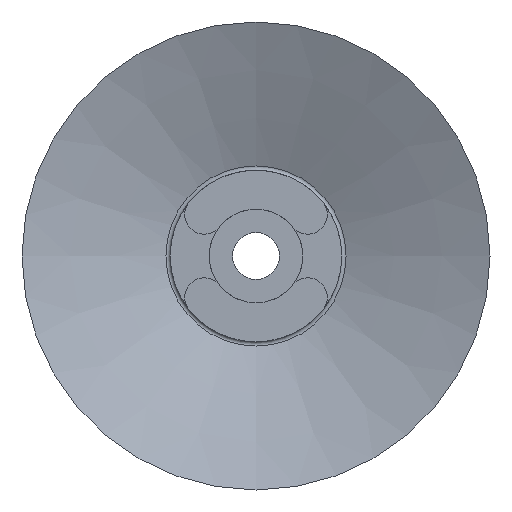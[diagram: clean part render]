
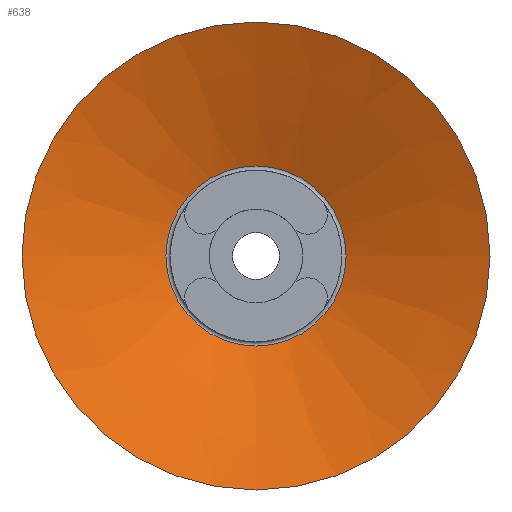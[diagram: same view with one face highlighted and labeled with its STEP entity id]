
A CAD part, front view. The second image highlights one B-rep face of the part: STEP entity #638.
In plain terms, the highlighted conical face has half-angle 68 degrees and reference radius 5.775 mm.
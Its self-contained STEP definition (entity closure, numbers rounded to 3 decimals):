
#42=CONICAL_SURFACE('',#727,5.775,1.187);
#180=ORIENTED_EDGE('',*,*,#340,.T.);
#181=ORIENTED_EDGE('',*,*,#339,.F.);
#339=EDGE_CURVE('',#407,#407,#449,.T.);
#340=EDGE_CURVE('',#408,#408,#450,.T.);
#407=VERTEX_POINT('',#1145);
#408=VERTEX_POINT('',#1148);
#449=CIRCLE('',#726,5.775);
#450=CIRCLE('',#728,15.);
#492=EDGE_LOOP('',(#180));
#493=EDGE_LOOP('',(#181));
#558=FACE_BOUND('',#492,.T.);
#559=FACE_BOUND('',#493,.T.);
#638=ADVANCED_FACE('',(#558,#559),#42,.F.);
#726=AXIS2_PLACEMENT_3D('',#1144,#889,#890);
#727=AXIS2_PLACEMENT_3D('',#1146,#891,#892);
#728=AXIS2_PLACEMENT_3D('',#1147,#893,#894);
#889=DIRECTION('',(0.,-1.,0.));
#890=DIRECTION('',(0.,0.,-1.));
#891=DIRECTION('',(0.,-1.,0.));
#892=DIRECTION('',(0.,0.,-1.));
#893=DIRECTION('',(0.,-1.,0.));
#894=DIRECTION('',(0.,0.,-1.));
#1144=CARTESIAN_POINT('',(0.,3.727,0.));
#1145=CARTESIAN_POINT('',(0.,3.727,-5.775));
#1146=CARTESIAN_POINT('',(0.,3.727,0.));
#1147=CARTESIAN_POINT('',(0.,0.,0.));
#1148=CARTESIAN_POINT('',(0.,0.,-15.));
